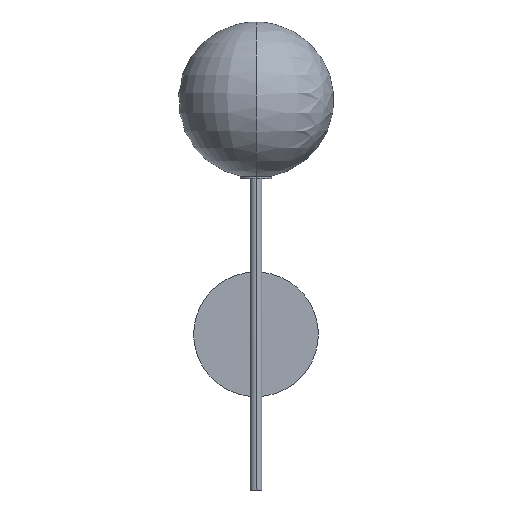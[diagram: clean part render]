
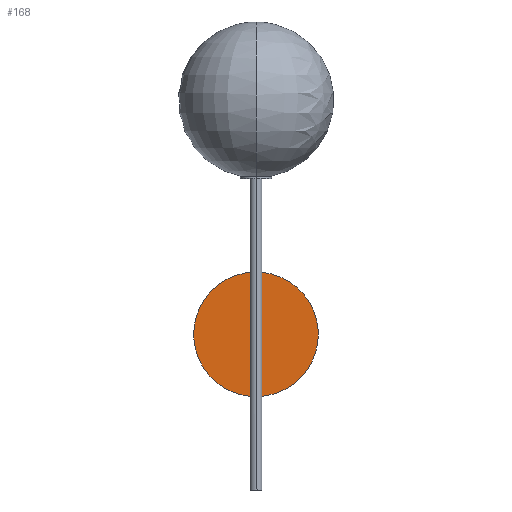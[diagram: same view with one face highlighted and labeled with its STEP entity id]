
A CAD part, left-side view. The second image highlights one B-rep face of the part: STEP entity #168.
In plain terms, the highlighted free-form (B-spline) face has degree [1, 1] with [2, 2] control points.
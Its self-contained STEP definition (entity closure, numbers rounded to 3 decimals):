
#27=B_SPLINE_SURFACE_WITH_KNOTS('',1,1,((#3704,#3705),(#3706,#3707)),.UNSPECIFIED.,
.F.,.F.,.F.,(2,2),(2,2),(-61.2,61.2),(-1.2,121.2),.UNSPECIFIED.);
#168=ADVANCED_FACE('',(#314),#27,.T.);
#314=FACE_OUTER_BOUND('',#460,.T.);
#460=EDGE_LOOP('',(#788,#789));
#788=ORIENTED_EDGE('',*,*,#1286,.T.);
#789=ORIENTED_EDGE('',*,*,#1290,.T.);
#1286=EDGE_CURVE('',#1568,#1570,#2025,.T.);
#1290=EDGE_CURVE('',#1570,#1568,#2029,.T.);
#1568=VERTEX_POINT('',#3732);
#1570=VERTEX_POINT('',#3734);
#2025=(
BOUNDED_CURVE()
B_SPLINE_CURVE(2,(#3680,#3681,#3682,#3683,#3684),.UNSPECIFIED.,.F.,.F.)
B_SPLINE_CURVE_WITH_KNOTS((3,2,3),(0.,94.248,188.496),
.UNSPECIFIED.)
CURVE()
GEOMETRIC_REPRESENTATION_ITEM()
RATIONAL_B_SPLINE_CURVE((1.,0.707,1.,0.707,1.))
REPRESENTATION_ITEM('')
);
#2029=(
BOUNDED_CURVE()
B_SPLINE_CURVE(2,(#3694,#3695,#3696,#3697,#3698),.UNSPECIFIED.,.F.,.F.)
B_SPLINE_CURVE_WITH_KNOTS((3,2,3),(188.496,282.743,376.991),
.UNSPECIFIED.)
CURVE()
GEOMETRIC_REPRESENTATION_ITEM()
RATIONAL_B_SPLINE_CURVE((1.,0.707,1.,0.707,1.))
REPRESENTATION_ITEM('')
);
#3680=CARTESIAN_POINT('',(-30.656,0.,97.658));
#3681=CARTESIAN_POINT('',(-30.656,60.,97.658));
#3682=CARTESIAN_POINT('',(-30.656,60.,37.658));
#3683=CARTESIAN_POINT('',(-30.656,60.,-22.342));
#3684=CARTESIAN_POINT('',(-30.656,0.,-22.342));
#3694=CARTESIAN_POINT('',(-30.656,0.,-22.342));
#3695=CARTESIAN_POINT('',(-30.656,-60.,-22.342));
#3696=CARTESIAN_POINT('',(-30.656,-60.,37.658));
#3697=CARTESIAN_POINT('',(-30.656,-60.,97.658));
#3698=CARTESIAN_POINT('',(-30.656,0.,97.658));
#3704=CARTESIAN_POINT('',(-30.656,-61.2,98.858));
#3705=CARTESIAN_POINT('',(-30.656,-61.2,-23.542));
#3706=CARTESIAN_POINT('',(-30.656,61.2,98.858));
#3707=CARTESIAN_POINT('',(-30.656,61.2,-23.542));
#3732=CARTESIAN_POINT('',(-30.656,0.,97.658));
#3734=CARTESIAN_POINT('',(-30.656,0.,-22.342));
